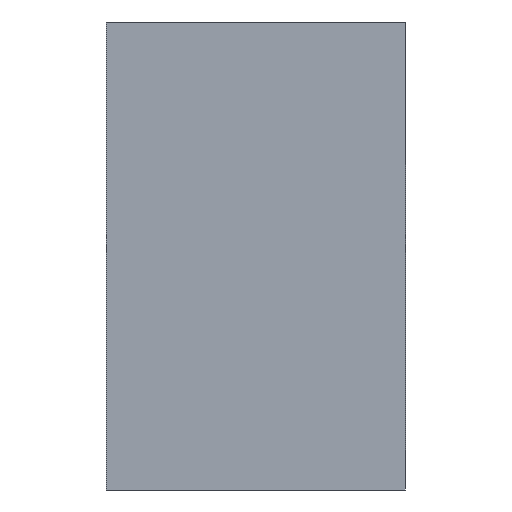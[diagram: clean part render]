
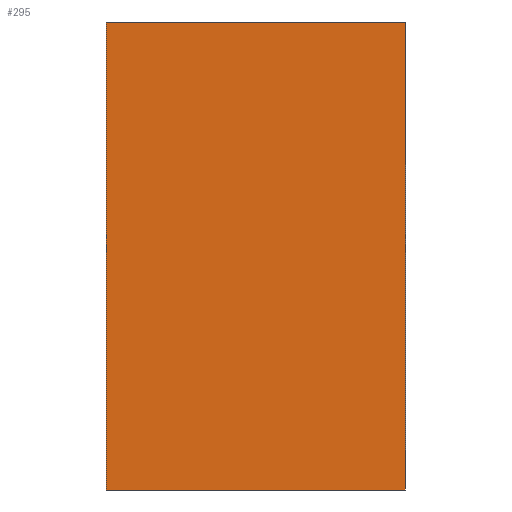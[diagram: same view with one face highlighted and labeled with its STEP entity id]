
A CAD part, front view. The second image highlights one B-rep face of the part: STEP entity #295.
In plain terms, the highlighted planar face has unit normal (0, -1, 0).
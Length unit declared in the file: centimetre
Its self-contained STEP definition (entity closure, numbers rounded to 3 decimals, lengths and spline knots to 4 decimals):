
#46=LINE('',#461,#82);
#47=LINE('',#463,#83);
#48=LINE('',#465,#84);
#49=LINE('',#466,#85);
#82=VECTOR('',#378,1.);
#83=VECTOR('',#379,1.);
#84=VECTOR('',#380,1.);
#85=VECTOR('',#381,1.);
#100=PLANE('',#315);
#118=FACE_OUTER_BOUND('',#136,.T.);
#136=EDGE_LOOP('',(#255,#256,#257,#258));
#165=VERTEX_POINT('',#459);
#166=VERTEX_POINT('',#460);
#167=VERTEX_POINT('',#462);
#168=VERTEX_POINT('',#464);
#199=EDGE_CURVE('',#165,#166,#46,.T.);
#200=EDGE_CURVE('',#166,#167,#47,.T.);
#201=EDGE_CURVE('',#167,#168,#48,.T.);
#202=EDGE_CURVE('',#168,#165,#49,.T.);
#255=ORIENTED_EDGE('',*,*,#199,.T.);
#256=ORIENTED_EDGE('',*,*,#200,.T.);
#257=ORIENTED_EDGE('',*,*,#201,.T.);
#258=ORIENTED_EDGE('',*,*,#202,.T.);
#295=ADVANCED_FACE('',(#118),#100,.F.);
#315=AXIS2_PLACEMENT_3D('',#458,#376,#377);
#376=DIRECTION('center_axis',(0.,1.,0.));
#377=DIRECTION('ref_axis',(0.,0.,-1.));
#378=DIRECTION('',(1.,0.,0.));
#379=DIRECTION('',(0.,0.,1.));
#380=DIRECTION('',(-1.,0.,0.));
#381=DIRECTION('',(0.,0.,-1.));
#458=CARTESIAN_POINT('Origin',(0.15,0.,-0.8));
#459=CARTESIAN_POINT('',(-1.,0.,-2.6));
#460=CARTESIAN_POINT('',(1.3,0.,-2.6));
#461=CARTESIAN_POINT('',(0.15,0.,-2.6));
#462=CARTESIAN_POINT('',(1.3,0.,1.));
#463=CARTESIAN_POINT('',(1.3,0.,-0.8));
#464=CARTESIAN_POINT('',(-1.,0.,1.));
#465=CARTESIAN_POINT('',(0.15,0.,1.));
#466=CARTESIAN_POINT('',(-1.,0.,-0.8));
